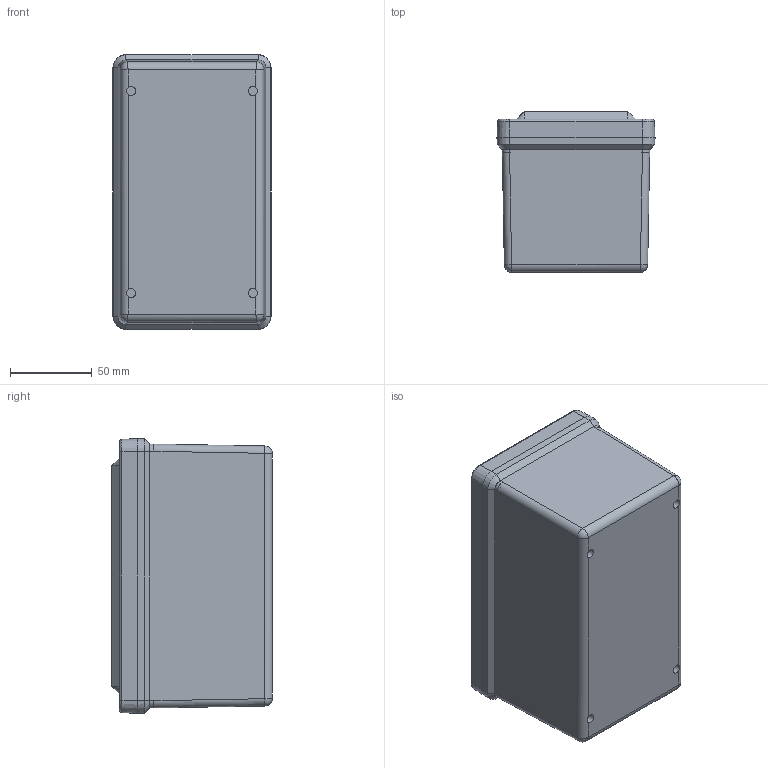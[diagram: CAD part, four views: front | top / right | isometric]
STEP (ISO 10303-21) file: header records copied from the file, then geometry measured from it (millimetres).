
FILE_DESCRIPTION (( 'STEP AP214' ), '1' );
FILE_NAME ('CO1PB.STEP', '2018-11-08T22:51:15', ( '' ), ( '' ), 'SwSTEP 2.0', 'SolidWorks 2018', '' );
FILE_SCHEMA (( 'AUTOMOTIVE_DESIGN' ));
Length unit declared in the file: inch
Products named in the file (1): CO1PB
Bounding box: 96.84 x 98.42 x 168.28 mm (x, y, z)
Volume: 331037.9 mm3; surface area: 171538.9 mm2
Topology: 11 solids, 11 shells, 387 faces, 968 edges, 612 vertices
Faces by surface type: plane 189, cylinder 102, cone 56, bspline 32, torus 8
Full cylindrical faces by diameter (mm): 4.039 x4, 4.496 x4, 4.826 x4, 5.556 x8, 6.858 x4, 9.423 x4, 9.525 x4
Entity records: 18559 total; most frequent: CARTESIAN_POINT 4560, ORIENTED_EDGE 1824, DIRECTION 1760, EDGE_CURVE 912, AXIS2_PLACEMENT_3D 632, VERTEX_POINT 604, VECTOR 496, LINE 496
